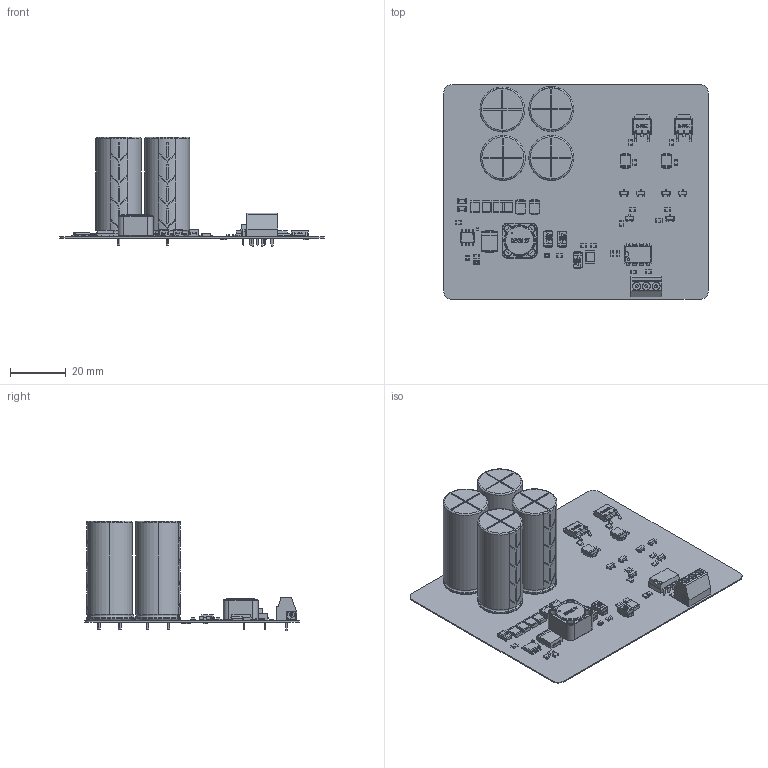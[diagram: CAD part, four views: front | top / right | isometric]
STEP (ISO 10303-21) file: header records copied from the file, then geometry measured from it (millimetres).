
FILE_DESCRIPTION(('Open CASCADE Model'),'2;1');
FILE_NAME('Open CASCADE Shape Model','2022-08-01T15:16:49',('Author'),( 'Open CASCADE'),'Open CASCADE STEP processor 6.8','Open CASCADE 6.8' ,'Unknown');
FILE_SCHEMA(('AUTOMOTIVE_DESIGN { 1 0 10303 214 1 1 1 1 }'));
Length unit declared in the file: millimetre
Products named in the file (81): PCB; Board; Open CASCADE STEP translator 6.8 2.1.1; R10; 5962278976; Extruded; 5962274576; C19; CAP0805; C16; C1; User_Library-CAPAER_D160_L355_P075_W008X030; User_Library-CAPAER_D160_L355_P075_W008X030_CAPAER_D160_L355_P075_
W008X030; C2; C3; C4; C5; SMD_1206; C6; C7; User_Library-C0402-1; C8; User_Library-CAPC4532X13; C9; User_Library-Tantalum_Size_C; C10; C11; C12; C13; C14; C15; C17; C18; DA1; User_Library-DIP-8-1; DD1; CircuitWorks-SO-8; L1; User_Library-DRQ127_12_5x12_5; R1 ...
Assembly tree (148 placements, depth 4):
  PCB
    Board
      Open CASCADE STEP translator 6.8 2.1.1
    R10
      5962278976
        Extruded
      5962274576  x2
        Extruded
    C19
      CAP0805
    C16
      CAP0805
    C1
      User_Library-CAPAER_D160_L355_P075_W008X030
        User_Library-CAPAER_D160_L355_P075_W008X030_CAPAER_D160_L355_P075_
W008X030
    C2
      User_Library-CAPAER_D160_L355_P075_W008X030
        User_Library-CAPAER_D160_L355_P075_W008X030_CAPAER_D160_L355_P075_
W008X030
    C3
      User_Library-CAPAER_D160_L355_P075_W008X030
        User_Library-CAPAER_D160_L355_P075_W008X030_CAPAER_D160_L355_P075_
W008X030
    C4
      User_Library-CAPAER_D160_L355_P075_W008X030
        User_Library-CAPAER_D160_L355_P075_W008X030_CAPAER_D160_L355_P075_
W008X030
    C5
      SMD_1206
    C6
      SMD_1206
    C7
      User_Library-C0402-1
    C8
      User_Library-CAPC4532X13
    C9
      User_Library-Tantalum_Size_C
    C10
      User_Library-Tantalum_Size_C
    C11
      User_Library-Tantalum_Size_C
    C12
      User_Library-CAPC4532X13
    C13
      User_Library-CAPC4532X13
    C14
      User_Library-CAPC4532X13
    C15
      User_Library-CAPC4532X13
    C17
      CAP0805
    C18
      CAP0805
    DA1
      User_Library-DIP-8-1
    DD1
      CircuitWorks-SO-8
    L1
      User_Library-DRQ127_12_5x12_5
    R1
      5962278976
        Extruded
      5962285136  x2
Bounding box: 94.69 x 76.75 x 39.11 mm (x, y, z)
Volume: 32847.5 mm3; surface area: 27557.6 mm2
Topology: 86 solids, 230 shells, 3907 faces, 9992 edges, 6379 vertices
Faces by surface type: plane 2194, cylinder 1015, bspline 474, sphere 137, torus 77, cone 10
Entity records: 74660 total; most frequent: CARTESIAN_POINT 21337, ORIENTED_EDGE 9053, DIRECTION 8726, EDGE_CURVE 4652, LINE 3092, VECTOR 3092, VERTEX_POINT 2956, AXIS2_PLACEMENT_3D 2817
